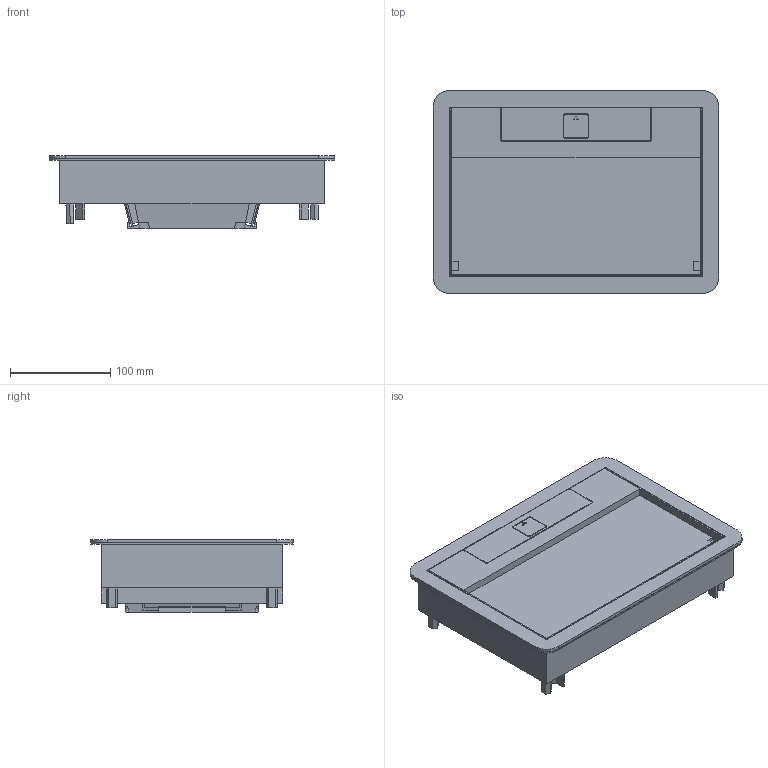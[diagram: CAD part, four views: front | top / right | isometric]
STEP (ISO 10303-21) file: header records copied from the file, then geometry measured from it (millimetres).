
FILE_DESCRIPTION(('CATIA V5 STEP Exchange','CAx-IF Rec.Pracs.--- Composite Materials ---3.4---2017-06-13'),'2;1');
FILE_NAME('LG-080730-S.stp','2025-05-02T15:11:27+00:00',('none'),('none'),'CATIA Version 5-6 Release 2020','CATIA V5 STEP AP203 v1','none');
FILE_SCHEMA(('CONFIG_CONTROL_DESIGN'));
Length unit declared in the file: millimetre
Products named in the file (3): A029387_A; A027503_A; SuppVert-T1
Assembly tree (6 placements, depth 3):
  A029387_A
    #57
    A027503_A
      #3539
    #9179
    SuppVert-T1
      #19389
Bounding box: 285 x 202.02 x 72.5 mm (x, y, z)
Volume: 805122.5 mm3; surface area: 526862.4 mm2
Topology: 4 solids, 4 shells, 794 faces, 2366 edges, 1554 vertices
Faces by surface type: plane 635, cylinder 147, extrusion 8, bspline 4
Entity records: 25838 total; most frequent: CARTESIAN_POINT 5442, ORIENTED_EDGE 4732, DIRECTION 3358, EDGE_CURVE 2366, VECTOR 1976, LINE 1968, VERTEX_POINT 1554, EDGE_LOOP 868
